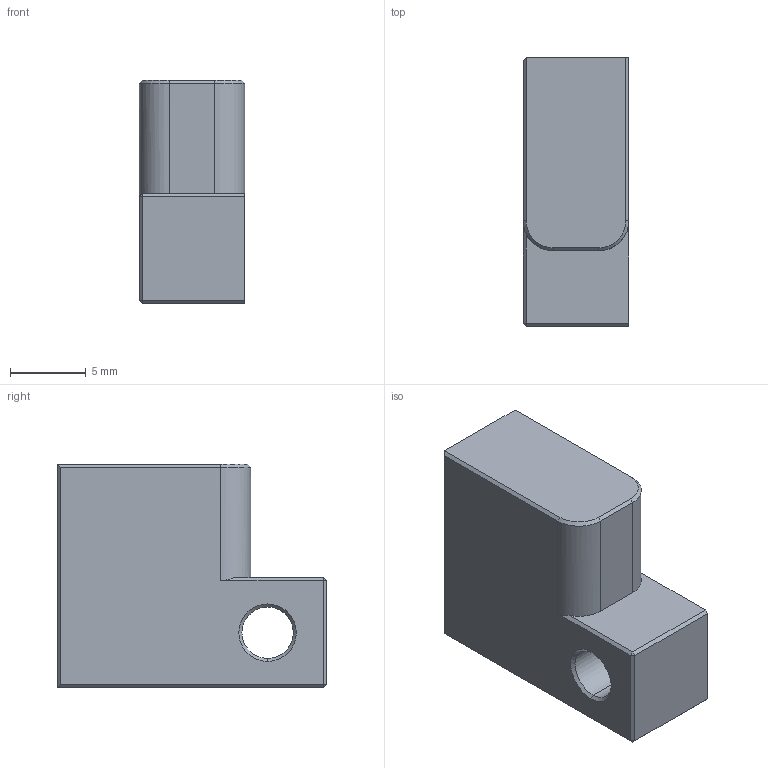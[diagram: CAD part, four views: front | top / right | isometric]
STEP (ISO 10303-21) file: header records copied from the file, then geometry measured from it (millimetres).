
FILE_DESCRIPTION (( 'STEP AP214' ), '1' );
FILE_NAME ('wire_cover_base.STEP', '2025-05-27T14:01:30', ( '' ), ( '' ), 'SwSTEP 2.0', 'SolidWorks 2025', '' );
FILE_SCHEMA (( 'AUTOMOTIVE_DESIGN' ));
Length unit declared in the file: millimetre
Products named in the file (1): wire_cover_base_default
Bounding box: 7 x 17.8 x 14.8 mm (x, y, z)
Volume: 1488.7 mm3; surface area: 933.6 mm2
Topology: 1 solids, 1 shells, 29 faces, 65 edges, 38 vertices
Faces by surface type: plane 19, cone 6, cylinder 4
Entity records: 812 total; most frequent: DIRECTION 138, CARTESIAN_POINT 136, ORIENTED_EDGE 130, EDGE_CURVE 65, LINE 50, VECTOR 50, AXIS2_PLACEMENT_3D 44, VERTEX_POINT 38
